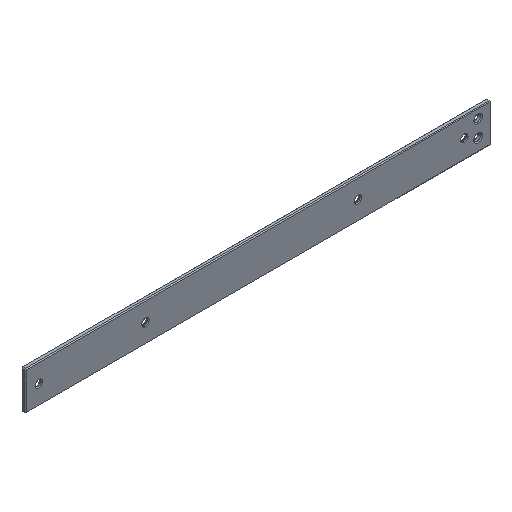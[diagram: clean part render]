
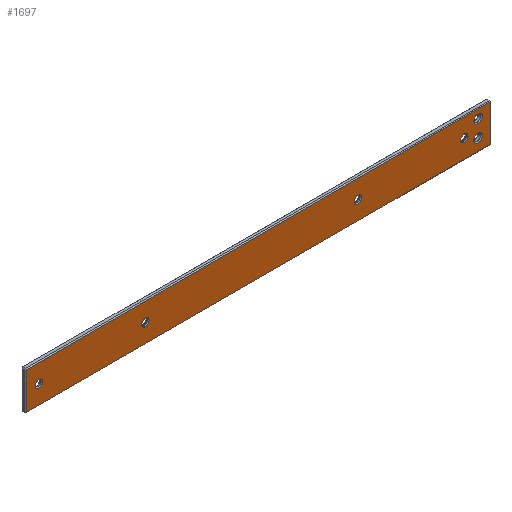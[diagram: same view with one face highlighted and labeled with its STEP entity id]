
A CAD part, isometric view. The second image highlights one B-rep face of the part: STEP entity #1697.
In plain terms, the highlighted planar face has unit normal (0, -1, 0).
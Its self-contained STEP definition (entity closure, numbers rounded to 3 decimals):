
#349=DIRECTION('',(0.,0.,-1.));
#350=VECTOR('',#349,43.);
#351=CARTESIAN_POINT('',(271.5,298.,-118.5));
#352=LINE('',#351,#350);
#363=CARTESIAN_POINT('',(-132.,298.,-140.));
#364=DIRECTION('',(0.,1.,0.));
#365=DIRECTION('',(0.,0.,-1.));
#366=AXIS2_PLACEMENT_3D('',#363,#364,#365);
#371=CARTESIAN_POINT('',(-132.,298.,-140.));
#372=DIRECTION('',(0.,1.,0.));
#373=DIRECTION('',(0.,0.,1.));
#374=AXIS2_PLACEMENT_3D('',#371,#372,#373);
#379=CARTESIAN_POINT('',(-256.5,298.,-140.));
#380=DIRECTION('',(0.,1.,0.));
#381=DIRECTION('',(0.,0.,-1.));
#382=AXIS2_PLACEMENT_3D('',#379,#380,#381);
#387=CARTESIAN_POINT('',(-256.5,298.,-140.));
#388=DIRECTION('',(0.,1.,0.));
#389=DIRECTION('',(0.,0.,1.));
#390=AXIS2_PLACEMENT_3D('',#387,#388,#389);
#395=CARTESIAN_POINT('',(241.5,298.,-140.));
#396=DIRECTION('',(0.,1.,0.));
#397=DIRECTION('',(0.,0.,-1.));
#398=AXIS2_PLACEMENT_3D('',#395,#396,#397);
#403=CARTESIAN_POINT('',(241.5,298.,-140.));
#404=DIRECTION('',(0.,1.,0.));
#405=DIRECTION('',(0.,0.,1.));
#406=AXIS2_PLACEMENT_3D('',#403,#404,#405);
#411=CARTESIAN_POINT('',(117.,298.,-140.));
#412=DIRECTION('',(0.,1.,0.));
#413=DIRECTION('',(0.,0.,-1.));
#414=AXIS2_PLACEMENT_3D('',#411,#412,#413);
#419=CARTESIAN_POINT('',(117.,298.,-140.));
#420=DIRECTION('',(0.,1.,0.));
#421=DIRECTION('',(0.,0.,1.));
#422=AXIS2_PLACEMENT_3D('',#419,#420,#421);
#427=CARTESIAN_POINT('',(257.5,298.,-147.75));
#428=DIRECTION('',(0.,1.,0.));
#429=DIRECTION('',(0.,0.,-1.));
#430=AXIS2_PLACEMENT_3D('',#427,#428,#429);
#435=CARTESIAN_POINT('',(257.5,298.,-147.75));
#436=DIRECTION('',(0.,1.,0.));
#437=DIRECTION('',(0.,0.,1.));
#438=AXIS2_PLACEMENT_3D('',#435,#436,#437);
#443=CARTESIAN_POINT('',(257.5,298.,-128.25));
#444=DIRECTION('',(0.,1.,0.));
#445=DIRECTION('',(0.,0.,-1.));
#446=AXIS2_PLACEMENT_3D('',#443,#444,#445);
#451=CARTESIAN_POINT('',(257.5,298.,-128.25));
#452=DIRECTION('',(0.,1.,0.));
#453=DIRECTION('',(0.,0.,1.));
#454=AXIS2_PLACEMENT_3D('',#451,#452,#453);
#459=DIRECTION('',(-1.,0.,0.));
#460=VECTOR('',#459,543.);
#461=CARTESIAN_POINT('',(271.5,298.,-161.5));
#462=LINE('',#461,#460);
#522=DIRECTION('',(0.,0.,1.));
#523=VECTOR('',#522,43.);
#524=CARTESIAN_POINT('',(-271.5,298.,-161.5));
#525=LINE('',#524,#523);
#662=DIRECTION('',(1.,0.,0.));
#663=VECTOR('',#662,543.);
#664=CARTESIAN_POINT('',(-271.5,298.,-118.5));
#665=LINE('',#664,#663);
#1257=CARTESIAN_POINT('',(271.5,298.,-118.5));
#1258=VERTEX_POINT('',#1257);
#1259=CARTESIAN_POINT('',(-271.5,298.,-118.5));
#1260=VERTEX_POINT('',#1259);
#1261=CARTESIAN_POINT('',(271.5,298.,-161.5));
#1262=VERTEX_POINT('',#1261);
#1263=CARTESIAN_POINT('',(-271.5,298.,-161.5));
#1264=VERTEX_POINT('',#1263);
#1273=CARTESIAN_POINT('',(117.,298.,-144.3));
#1274=VERTEX_POINT('',#1273);
#1275=CARTESIAN_POINT('',(117.,298.,-135.7));
#1276=VERTEX_POINT('',#1275);
#1302=CARTESIAN_POINT('',(257.5,298.,-133.25));
#1304=VERTEX_POINT('',#1302);
#1306=CARTESIAN_POINT('',(257.5,298.,-123.25));
#1308=VERTEX_POINT('',#1306);
#1318=CARTESIAN_POINT('',(257.5,298.,-152.75));
#1320=VERTEX_POINT('',#1318);
#1322=CARTESIAN_POINT('',(257.5,298.,-142.75));
#1324=VERTEX_POINT('',#1322);
#1334=CARTESIAN_POINT('',(-132.,298.,-144.3));
#1336=VERTEX_POINT('',#1334);
#1338=CARTESIAN_POINT('',(-132.,298.,-135.7));
#1340=VERTEX_POINT('',#1338);
#1353=CARTESIAN_POINT('',(-256.5,298.,-144.3));
#1354=VERTEX_POINT('',#1353);
#1355=CARTESIAN_POINT('',(-256.5,298.,-135.7));
#1356=VERTEX_POINT('',#1355);
#1357=CARTESIAN_POINT('',(241.5,298.,-144.3));
#1358=VERTEX_POINT('',#1357);
#1359=CARTESIAN_POINT('',(241.5,298.,-135.7));
#1360=VERTEX_POINT('',#1359);
#1647=CARTESIAN_POINT('',(308.5,298.,-117.));
#1648=DIRECTION('',(0.,-1.,0.));
#1649=DIRECTION('',(0.,0.,-1.));
#1650=AXIS2_PLACEMENT_3D('',#1647,#1648,#1649);
#1651=PLANE('',#1650);
#1652=ORIENTED_EDGE('',*,*,#1631,.T.);
#1654=ORIENTED_EDGE('',*,*,#1653,.T.);
#1656=ORIENTED_EDGE('',*,*,#1655,.T.);
#1658=ORIENTED_EDGE('',*,*,#1657,.T.);
#1659=EDGE_LOOP('',(#1652,#1654,#1656,#1658));
#1660=FACE_OUTER_BOUND('',#1659,.F.);
#1662=ORIENTED_EDGE('',*,*,#1661,.F.);
#1664=ORIENTED_EDGE('',*,*,#1663,.F.);
#1665=EDGE_LOOP('',(#1662,#1664));
#1666=FACE_BOUND('',#1665,.F.);
#1668=ORIENTED_EDGE('',*,*,#1667,.F.);
#1670=ORIENTED_EDGE('',*,*,#1669,.F.);
#1671=EDGE_LOOP('',(#1668,#1670));
#1672=FACE_BOUND('',#1671,.F.);
#1674=ORIENTED_EDGE('',*,*,#1673,.F.);
#1676=ORIENTED_EDGE('',*,*,#1675,.F.);
#1677=EDGE_LOOP('',(#1674,#1676));
#1678=FACE_BOUND('',#1677,.F.);
#1680=ORIENTED_EDGE('',*,*,#1679,.F.);
#1682=ORIENTED_EDGE('',*,*,#1681,.F.);
#1683=EDGE_LOOP('',(#1680,#1682));
#1684=FACE_BOUND('',#1683,.F.);
#1686=ORIENTED_EDGE('',*,*,#1685,.F.);
#1688=ORIENTED_EDGE('',*,*,#1687,.F.);
#1689=EDGE_LOOP('',(#1686,#1688));
#1690=FACE_BOUND('',#1689,.F.);
#1692=ORIENTED_EDGE('',*,*,#1691,.F.);
#1694=ORIENTED_EDGE('',*,*,#1693,.F.);
#1695=EDGE_LOOP('',(#1692,#1694));
#1696=FACE_BOUND('',#1695,.F.);
#367=CIRCLE('',#366,4.3);
#375=CIRCLE('',#374,4.3);
#383=CIRCLE('',#382,4.3);
#391=CIRCLE('',#390,4.3);
#399=CIRCLE('',#398,4.3);
#407=CIRCLE('',#406,4.3);
#415=CIRCLE('',#414,4.3);
#423=CIRCLE('',#422,4.3);
#431=CIRCLE('',#430,5.);
#439=CIRCLE('',#438,5.);
#447=CIRCLE('',#446,5.);
#455=CIRCLE('',#454,5.);
#1631=EDGE_CURVE('',#1258,#1262,#352,.T.);
#1653=EDGE_CURVE('',#1262,#1264,#462,.T.);
#1655=EDGE_CURVE('',#1264,#1260,#525,.T.);
#1657=EDGE_CURVE('',#1260,#1258,#665,.T.);
#1661=EDGE_CURVE('',#1336,#1340,#367,.T.);
#1663=EDGE_CURVE('',#1340,#1336,#375,.T.);
#1667=EDGE_CURVE('',#1354,#1356,#383,.T.);
#1669=EDGE_CURVE('',#1356,#1354,#391,.T.);
#1673=EDGE_CURVE('',#1358,#1360,#399,.T.);
#1675=EDGE_CURVE('',#1360,#1358,#407,.T.);
#1679=EDGE_CURVE('',#1274,#1276,#415,.T.);
#1681=EDGE_CURVE('',#1276,#1274,#423,.T.);
#1685=EDGE_CURVE('',#1320,#1324,#431,.T.);
#1687=EDGE_CURVE('',#1324,#1320,#439,.T.);
#1691=EDGE_CURVE('',#1304,#1308,#447,.T.);
#1693=EDGE_CURVE('',#1308,#1304,#455,.T.);
#1697=ADVANCED_FACE('',(#1660,#1666,#1672,#1678,#1684,#1690,#1696),#1651,.T.);
